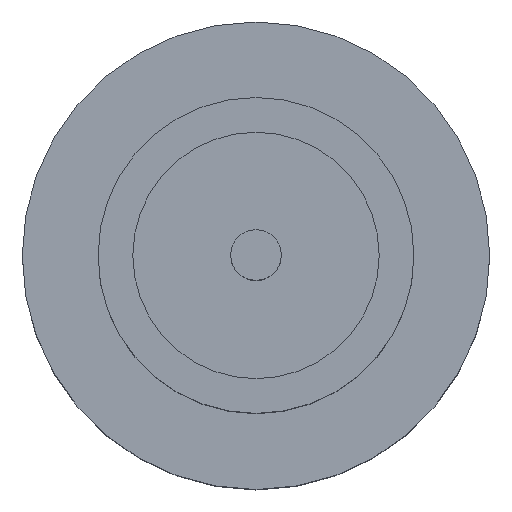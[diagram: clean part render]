
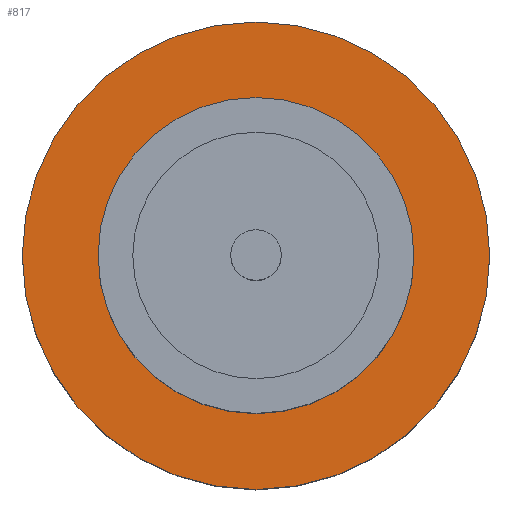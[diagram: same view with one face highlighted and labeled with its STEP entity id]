
A CAD part, top view. The second image highlights one B-rep face of the part: STEP entity #817.
In plain terms, the highlighted planar face has unit normal (0, 0, 1).
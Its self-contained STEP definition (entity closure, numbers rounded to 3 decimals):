
#27 = AXIS2_PLACEMENT_3D ( 'NONE', #379, #447, #268 ) ;
#29 = CIRCLE ( 'NONE', #27, 1.85 ) ;
#84 = DIRECTION ( 'NONE',  ( 0., 0., 1. ) ) ;
#90 = AXIS2_PLACEMENT_3D ( 'NONE', #827, #84, #289 ) ;
#92 = CIRCLE ( 'NONE', #227, 1.85 ) ;
#111 = CARTESIAN_POINT ( 'NONE',  ( 1.25, 0., 1.55 ) ) ;
#124 = ORIENTED_EDGE ( 'NONE', *, *, #580, .T. ) ;
#174 = CARTESIAN_POINT ( 'NONE',  ( 0., 0., 1.55 ) ) ;
#177 = VERTEX_POINT ( 'NONE', #611 ) ;
#183 = AXIS2_PLACEMENT_3D ( 'NONE', #473, #607, #410 ) ;
#221 = FACE_OUTER_BOUND ( 'NONE', #308, .T. ) ;
#227 = AXIS2_PLACEMENT_3D ( 'NONE', #174, #431, #262 ) ;
#246 = CIRCLE ( 'NONE', #90, 1.25 ) ;
#251 = VERTEX_POINT ( 'NONE', #577 ) ;
#262 = DIRECTION ( 'NONE',  ( 1., 0., 0. ) ) ;
#268 = DIRECTION ( 'NONE',  ( 1., 0., 0. ) ) ;
#285 = FACE_BOUND ( 'NONE', #405, .T. ) ;
#289 = DIRECTION ( 'NONE',  ( 1., 0., 0. ) ) ;
#291 = PLANE ( 'NONE',  #365 ) ;
#308 = EDGE_LOOP ( 'NONE', ( #358, #124 ) ) ;
#331 = CARTESIAN_POINT ( 'NONE',  ( 1.85, 0., 1.55 ) ) ;
#358 = ORIENTED_EDGE ( 'NONE', *, *, #504, .T. ) ;
#365 = AXIS2_PLACEMENT_3D ( 'NONE', #403, #762, #676 ) ;
#379 = CARTESIAN_POINT ( 'NONE',  ( 0., 0., 1.55 ) ) ;
#403 = CARTESIAN_POINT ( 'NONE',  ( 0., 0., 1.55 ) ) ;
#405 = EDGE_LOOP ( 'NONE', ( #819, #696 ) ) ;
#410 = DIRECTION ( 'NONE',  ( 1., 0., 0. ) ) ;
#431 = DIRECTION ( 'NONE',  ( 0., 0., 1. ) ) ;
#447 = DIRECTION ( 'NONE',  ( 0., 0., 1. ) ) ;
#473 = CARTESIAN_POINT ( 'NONE',  ( 0., 0., 1.55 ) ) ;
#504 = EDGE_CURVE ( 'NONE', #177, #534, #29, .T. ) ;
#534 = VERTEX_POINT ( 'NONE', #331 ) ;
#577 = CARTESIAN_POINT ( 'NONE',  ( -1.25, 0., 1.55 ) ) ;
#580 = EDGE_CURVE ( 'NONE', #534, #177, #92, .T. ) ;
#607 = DIRECTION ( 'NONE',  ( 0., 0., 1. ) ) ;
#611 = CARTESIAN_POINT ( 'NONE',  ( -1.85, 0., 1.55 ) ) ;
#676 = DIRECTION ( 'NONE',  ( 1., 0., 0. ) ) ;
#696 = ORIENTED_EDGE ( 'NONE', *, *, #812, .F. ) ;
#701 = VERTEX_POINT ( 'NONE', #111 ) ;
#762 = DIRECTION ( 'NONE',  ( 0., 0., 1. ) ) ;
#801 = EDGE_CURVE ( 'NONE', #701, #251, #246, .T. ) ;
#812 = EDGE_CURVE ( 'NONE', #251, #701, #850, .T. ) ;
#817 = ADVANCED_FACE ( 'NONE', ( #285, #221 ), #291, .T. ) ;
#819 = ORIENTED_EDGE ( 'NONE', *, *, #801, .F. ) ;
#827 = CARTESIAN_POINT ( 'NONE',  ( 0., 0., 1.55 ) ) ;
#850 = CIRCLE ( 'NONE', #183, 1.25 ) ;
